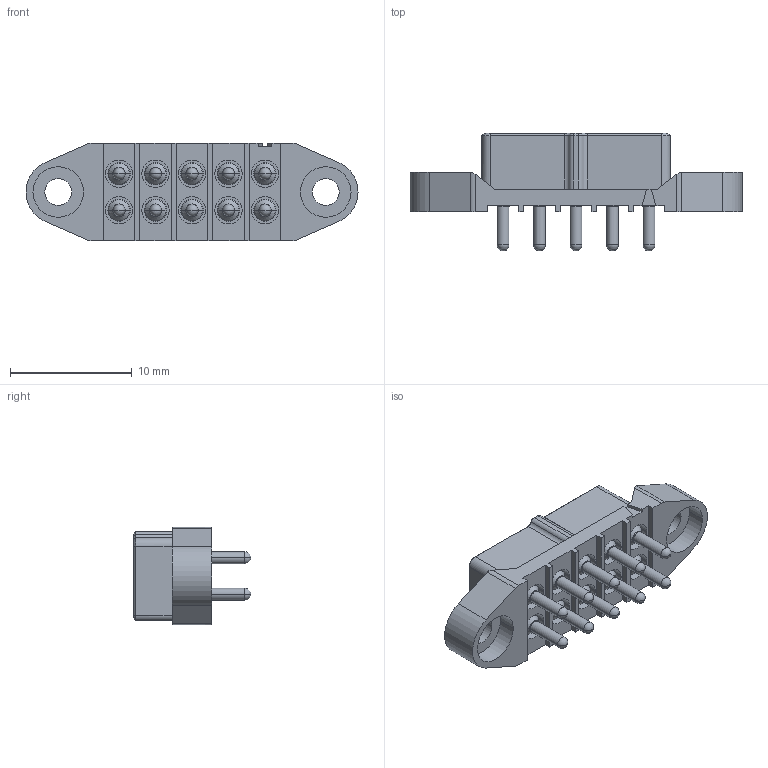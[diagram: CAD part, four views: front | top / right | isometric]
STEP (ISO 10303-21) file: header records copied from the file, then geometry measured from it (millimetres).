
FILE_DESCRIPTION((''),'2;1');
FILE_NAME('M300-FV3104500_ASM','2015-12-17T',('mplested'),(''),'CREO PARAMETRIC BY PTC INC, 2015290','CREO PARAMETRIC BY PTC INC, 2015290','');
FILE_SCHEMA(('CONFIG_CONTROL_DESIGN'));
Length unit declared in the file: millimetre
Products named in the file (5): M300-2211096; M300-023; Y3196-05; M300-003_ASM; M300-FV3104500_ASM
Assembly tree (13 placements, depth 3):
  M300-FV3104500_ASM
    M300-2211096
    M300-003_ASM  x10
      M300-023
      Y3196-05
Bounding box: 27.3 x 9.67 x 8 mm (x, y, z)
Volume: 703.7 mm3; surface area: 2095.9 mm2
Topology: 21 solids, 21 shells, 884 faces, 2040 edges, 1200 vertices
Faces by surface type: cylinder 246, bspline 240, plane 216, cone 142, torus 20, sphere 20
Entity records: 9768 total; most frequent: CARTESIAN_POINT 1992, DIRECTION 1262, ORIENTED_EDGE 1174, PRESENTATION_STYLE_ASSIGNMENT 590, STYLED_ITEM 590, CURVE_STYLE 587, EDGE_CURVE 587, AXIS2_PLACEMENT_3D 478
